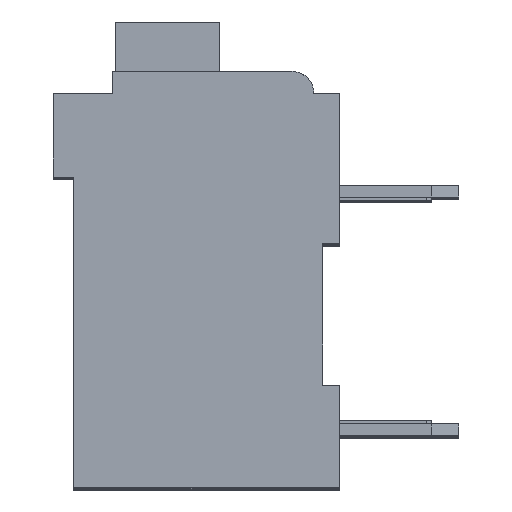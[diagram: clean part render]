
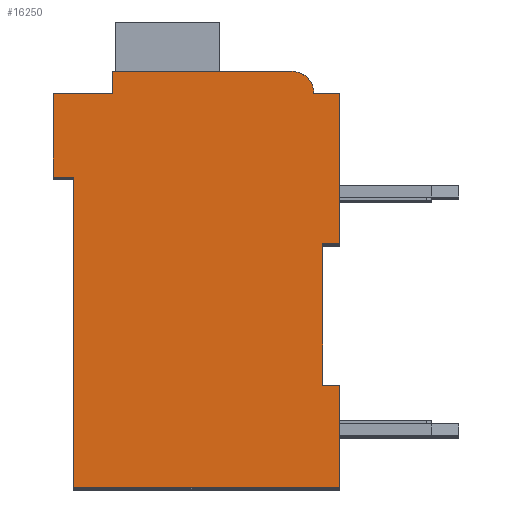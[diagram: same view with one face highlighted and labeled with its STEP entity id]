
A CAD part, top view. The second image highlights one B-rep face of the part: STEP entity #16250.
In plain terms, the highlighted planar face has unit normal (0, 0, 1).
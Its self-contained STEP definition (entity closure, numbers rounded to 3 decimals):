
#1842=DIRECTION('',(1.,0.,0.));
#1843=VECTOR('',#1842,0.5);
#1844=CARTESIAN_POINT('',(7.3,7.15,2.1));
#1845=LINE('',#1844,#1843);
#1846=DIRECTION('',(0.,1.,0.));
#1847=VECTOR('',#1846,4.15);
#1848=CARTESIAN_POINT('',(7.3,3.,2.1));
#1849=LINE('',#1848,#1847);
#1850=DIRECTION('',(-1.,0.,0.));
#1851=VECTOR('',#1850,0.5);
#1852=CARTESIAN_POINT('',(7.8,3.,2.1));
#1853=LINE('',#1852,#1851);
#1854=DIRECTION('',(0.,1.,0.));
#1855=VECTOR('',#1854,3.);
#1856=CARTESIAN_POINT('',(7.8,0.,2.1));
#1857=LINE('',#1856,#1855);
#1858=DIRECTION('',(1.,0.,0.));
#1859=VECTOR('',#1858,7.8);
#1860=CARTESIAN_POINT('',(0.,0.,2.1));
#1861=LINE('',#1860,#1859);
#1862=DIRECTION('',(0.,-1.,0.));
#1863=VECTOR('',#1862,9.1);
#1864=CARTESIAN_POINT('',(0.,9.1,2.1));
#1865=LINE('',#1864,#1863);
#1866=DIRECTION('',(1.,0.,0.));
#1867=VECTOR('',#1866,0.6);
#1868=CARTESIAN_POINT('',(-0.6,9.1,2.1));
#1869=LINE('',#1868,#1867);
#1870=DIRECTION('',(0.,-1.,0.));
#1871=VECTOR('',#1870,2.45);
#1872=CARTESIAN_POINT('',(-0.6,11.55,2.1));
#1873=LINE('',#1872,#1871);
#1874=DIRECTION('',(-1.,0.,0.));
#1875=VECTOR('',#1874,1.75);
#1876=CARTESIAN_POINT('',(1.15,11.55,2.1));
#1877=LINE('',#1876,#1875);
#1878=DIRECTION('',(0.,-1.,0.));
#1879=VECTOR('',#1878,0.65);
#1880=CARTESIAN_POINT('',(1.15,12.2,2.1));
#1881=LINE('',#1880,#1879);
#1882=DIRECTION('',(-1.,0.,0.));
#1883=VECTOR('',#1882,5.25);
#1884=CARTESIAN_POINT('',(6.4,12.2,2.1));
#1885=LINE('',#1884,#1883);
#1886=CARTESIAN_POINT('',(6.4,11.55,2.1));
#1887=DIRECTION('',(0.,0.,1.));
#1888=DIRECTION('',(1.,0.,0.));
#1889=AXIS2_PLACEMENT_3D('',#1886,#1887,#1888);
#1891=DIRECTION('',(-1.,0.,0.));
#1892=VECTOR('',#1891,0.75);
#1893=CARTESIAN_POINT('',(7.8,11.55,2.1));
#1894=LINE('',#1893,#1892);
#1895=DIRECTION('',(0.,1.,0.));
#1896=VECTOR('',#1895,4.4);
#1897=CARTESIAN_POINT('',(7.8,7.15,2.1));
#1898=LINE('',#1897,#1896);
#11251=CARTESIAN_POINT('',(7.3,7.15,2.1));
#11252=CARTESIAN_POINT('',(7.8,7.15,2.1));
#11253=VERTEX_POINT('',#11251);
#11254=VERTEX_POINT('',#11252);
#11255=CARTESIAN_POINT('',(7.8,11.55,2.1));
#11256=VERTEX_POINT('',#11255);
#11257=CARTESIAN_POINT('',(7.05,11.55,2.1));
#11258=VERTEX_POINT('',#11257);
#11259=CARTESIAN_POINT('',(6.4,12.2,2.1));
#11260=VERTEX_POINT('',#11259);
#11261=CARTESIAN_POINT('',(1.15,12.2,2.1));
#11262=VERTEX_POINT('',#11261);
#11263=CARTESIAN_POINT('',(1.15,11.55,2.1));
#11264=VERTEX_POINT('',#11263);
#11265=CARTESIAN_POINT('',(-0.6,11.55,2.1));
#11266=VERTEX_POINT('',#11265);
#11267=CARTESIAN_POINT('',(-0.6,9.1,2.1));
#11268=VERTEX_POINT('',#11267);
#11269=CARTESIAN_POINT('',(0.,9.1,2.1));
#11270=VERTEX_POINT('',#11269);
#11271=CARTESIAN_POINT('',(0.,0.,2.1));
#11272=VERTEX_POINT('',#11271);
#11273=CARTESIAN_POINT('',(7.8,0.,2.1));
#11274=VERTEX_POINT('',#11273);
#11275=CARTESIAN_POINT('',(7.8,3.,2.1));
#11276=VERTEX_POINT('',#11275);
#11277=CARTESIAN_POINT('',(7.3,3.,2.1));
#11278=VERTEX_POINT('',#11277);
#16220=CARTESIAN_POINT('',(0.,0.,2.1));
#16221=DIRECTION('',(0.,0.,1.));
#16222=DIRECTION('',(1.,0.,0.));
#16223=AXIS2_PLACEMENT_3D('',#16220,#16221,#16222);
#16224=PLANE('',#16223);
#16225=ORIENTED_EDGE('',*,*,#14780,.F.);
#16226=ORIENTED_EDGE('',*,*,#15359,.F.);
#16228=ORIENTED_EDGE('',*,*,#16227,.F.);
#16230=ORIENTED_EDGE('',*,*,#16229,.F.);
#16231=ORIENTED_EDGE('',*,*,#15925,.F.);
#16232=ORIENTED_EDGE('',*,*,#15818,.F.);
#16234=ORIENTED_EDGE('',*,*,#16233,.F.);
#16236=ORIENTED_EDGE('',*,*,#16235,.F.);
#16238=ORIENTED_EDGE('',*,*,#16237,.F.);
#16240=ORIENTED_EDGE('',*,*,#16239,.F.);
#16242=ORIENTED_EDGE('',*,*,#16241,.F.);
#16244=ORIENTED_EDGE('',*,*,#16243,.F.);
#16246=ORIENTED_EDGE('',*,*,#16245,.F.);
#16247=ORIENTED_EDGE('',*,*,#15095,.F.);
#16248=EDGE_LOOP('',(#16225,#16226,#16228,#16230,#16231,#16232,#16234,#16236,
#16238,#16240,#16242,#16244,#16246,#16247));
#16249=FACE_OUTER_BOUND('',#16248,.F.);
#1890=CIRCLE('',#1889,0.65);
#14780=EDGE_CURVE('',#11253,#11254,#1845,.T.);
#15095=EDGE_CURVE('',#11254,#11256,#1898,.T.);
#15359=EDGE_CURVE('',#11278,#11253,#1849,.T.);
#15818=EDGE_CURVE('',#11270,#11272,#1865,.T.);
#15925=EDGE_CURVE('',#11272,#11274,#1861,.T.);
#16227=EDGE_CURVE('',#11276,#11278,#1853,.T.);
#16229=EDGE_CURVE('',#11274,#11276,#1857,.T.);
#16233=EDGE_CURVE('',#11268,#11270,#1869,.T.);
#16235=EDGE_CURVE('',#11266,#11268,#1873,.T.);
#16237=EDGE_CURVE('',#11264,#11266,#1877,.T.);
#16239=EDGE_CURVE('',#11262,#11264,#1881,.T.);
#16241=EDGE_CURVE('',#11260,#11262,#1885,.T.);
#16243=EDGE_CURVE('',#11258,#11260,#1890,.T.);
#16245=EDGE_CURVE('',#11256,#11258,#1894,.T.);
#16250=ADVANCED_FACE('',(#16249),#16224,.T.);
